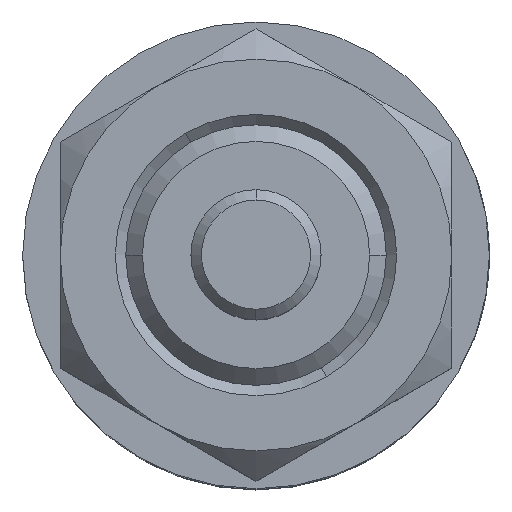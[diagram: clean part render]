
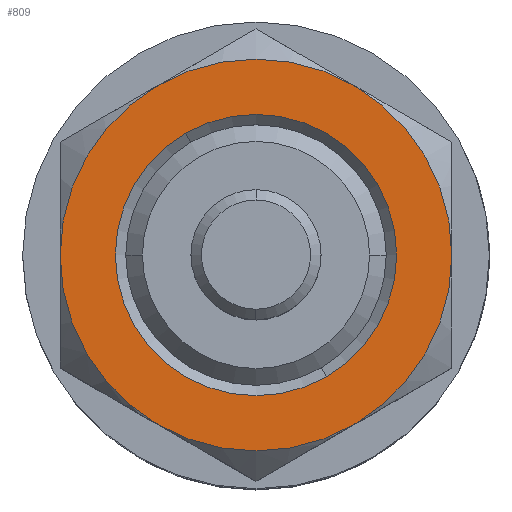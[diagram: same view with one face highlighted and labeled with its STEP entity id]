
A CAD part, top view. The second image highlights one B-rep face of the part: STEP entity #809.
In plain terms, the highlighted planar face has unit normal (0, 0, 1).
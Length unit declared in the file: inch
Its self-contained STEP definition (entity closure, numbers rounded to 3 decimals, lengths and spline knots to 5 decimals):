
#19 = AXIS2_PLACEMENT_3D ( 'NONE', #283, #1939, #519 ) ;
#46 = CIRCLE ( 'NONE', #1908, 0.47 ) ;
#110 = CARTESIAN_POINT ( 'NONE',  ( -0.235, -0.40703, 0.19 ) ) ;
#168 = VERTEX_POINT ( 'NONE', #2024 ) ;
#174 = DIRECTION ( 'NONE',  ( 0., 0., -1. ) ) ;
#189 = DIRECTION ( 'NONE',  ( -1., 0., 0. ) ) ;
#193 = CARTESIAN_POINT ( 'NONE',  ( 0., 0., 0.19 ) ) ;
#204 = CARTESIAN_POINT ( 'NONE',  ( 0., 0., 0.19 ) ) ;
#244 = EDGE_CURVE ( 'NONE', #2377, #1133, #1417, .T. ) ;
#283 = CARTESIAN_POINT ( 'NONE',  ( 0., 0., 0.19 ) ) ;
#326 = EDGE_CURVE ( 'NONE', #168, #458, #1602, .T. ) ;
#334 = CIRCLE ( 'NONE', #19, 0.47 ) ;
#429 = CARTESIAN_POINT ( 'NONE',  ( 0.235, 0.40703, 0.19 ) ) ;
#431 = DIRECTION ( 'NONE',  ( -1., 0., 0. ) ) ;
#435 = EDGE_CURVE ( 'NONE', #2488, #2269, #46, .T. ) ;
#437 = DIRECTION ( 'NONE',  ( -1., 0., 0. ) ) ;
#458 = VERTEX_POINT ( 'NONE', #429 ) ;
#519 = DIRECTION ( 'NONE',  ( 1., 0., 0. ) ) ;
#566 = CIRCLE ( 'NONE', #676, 0.47 ) ;
#627 = DIRECTION ( 'NONE',  ( 0., 0., -1. ) ) ;
#634 = AXIS2_PLACEMENT_3D ( 'NONE', #635, #2279, #874 ) ;
#635 = CARTESIAN_POINT ( 'NONE',  ( 0., 0., 0.19 ) ) ;
#665 = DIRECTION ( 'NONE',  ( 0., 0., -1. ) ) ;
#676 = AXIS2_PLACEMENT_3D ( 'NONE', #204, #1852, #437 ) ;
#741 = AXIS2_PLACEMENT_3D ( 'NONE', #847, #2508, #1088 ) ;
#809 = ADVANCED_FACE ( 'NONE', ( #1203, #3021 ), #3015, .F. ) ;
#824 = AXIS2_PLACEMENT_3D ( 'NONE', #1113, #174, #1594 ) ;
#838 = EDGE_LOOP ( 'NONE', ( #3035, #2148, #2891, #923, #2823, #3003 ) ) ;
#841 = EDGE_CURVE ( 'NONE', #1661, #2520, #566, .T. ) ;
#847 = CARTESIAN_POINT ( 'NONE',  ( 0., 0., 0.19 ) ) ;
#860 = ORIENTED_EDGE ( 'NONE', *, *, #244, .T. ) ;
#874 = DIRECTION ( 'NONE',  ( -1., 0., 0. ) ) ;
#881 = CARTESIAN_POINT ( 'NONE',  ( -0.47, 0., 0.19 ) ) ;
#923 = ORIENTED_EDGE ( 'NONE', *, *, #435, .F. ) ;
#948 = AXIS2_PLACEMENT_3D ( 'NONE', #193, #1848, #431 ) ;
#1050 = AXIS2_PLACEMENT_3D ( 'NONE', #2038, #627, #2272 ) ;
#1088 = DIRECTION ( 'NONE',  ( -1., 0., 0. ) ) ;
#1113 = CARTESIAN_POINT ( 'NONE',  ( 0., 0.54271, 0.19 ) ) ;
#1133 = VERTEX_POINT ( 'NONE', #1381 ) ;
#1203 = FACE_BOUND ( 'NONE', #2337, .T. ) ;
#1381 = CARTESIAN_POINT ( 'NONE',  ( 0.3375, 0., 0.19 ) ) ;
#1417 = CIRCLE ( 'NONE', #634, 0.3375 ) ;
#1461 = CARTESIAN_POINT ( 'NONE',  ( 0.235, -0.40703, 0.19 ) ) ;
#1594 = DIRECTION ( 'NONE',  ( -1., 0., 0. ) ) ;
#1602 = CIRCLE ( 'NONE', #948, 0.47 ) ;
#1604 = DIRECTION ( 'NONE',  ( 0., 0., -1. ) ) ;
#1661 = VERTEX_POINT ( 'NONE', #110 ) ;
#1741 = CIRCLE ( 'NONE', #2280, 0.47 ) ;
#1815 = CARTESIAN_POINT ( 'NONE',  ( 0.47, 0., 0.19 ) ) ;
#1823 = EDGE_CURVE ( 'NONE', #2520, #168, #1741, .T. ) ;
#1848 = DIRECTION ( 'NONE',  ( 0., 0., -1. ) ) ;
#1852 = DIRECTION ( 'NONE',  ( 0., 0., -1. ) ) ;
#1908 = AXIS2_PLACEMENT_3D ( 'NONE', #2074, #665, #2312 ) ;
#1920 = EDGE_CURVE ( 'NONE', #2488, #458, #334, .T. ) ;
#1939 = DIRECTION ( 'NONE',  ( 0., 0., 1. ) ) ;
#2024 = CARTESIAN_POINT ( 'NONE',  ( -0.235, 0.40703, 0.19 ) ) ;
#2038 = CARTESIAN_POINT ( 'NONE',  ( 0., 0., 0.19 ) ) ;
#2040 = ORIENTED_EDGE ( 'NONE', *, *, #2131, .T. ) ;
#2074 = CARTESIAN_POINT ( 'NONE',  ( 0., 0., 0.19 ) ) ;
#2131 = EDGE_CURVE ( 'NONE', #1133, #2377, #2653, .T. ) ;
#2148 = ORIENTED_EDGE ( 'NONE', *, *, #841, .F. ) ;
#2160 = EDGE_CURVE ( 'NONE', #2269, #1661, #2165, .T. ) ;
#2165 = CIRCLE ( 'NONE', #1050, 0.47 ) ;
#2183 = CARTESIAN_POINT ( 'NONE',  ( -0.3375, 0., 0.19 ) ) ;
#2269 = VERTEX_POINT ( 'NONE', #1461 ) ;
#2272 = DIRECTION ( 'NONE',  ( -1., 0., 0. ) ) ;
#2279 = DIRECTION ( 'NONE',  ( 0., 0., -1. ) ) ;
#2280 = AXIS2_PLACEMENT_3D ( 'NONE', #3026, #1604, #189 ) ;
#2312 = DIRECTION ( 'NONE',  ( -1., 0., 0. ) ) ;
#2337 = EDGE_LOOP ( 'NONE', ( #2040, #860 ) ) ;
#2377 = VERTEX_POINT ( 'NONE', #2183 ) ;
#2488 = VERTEX_POINT ( 'NONE', #1815 ) ;
#2508 = DIRECTION ( 'NONE',  ( 0., 0., -1. ) ) ;
#2520 = VERTEX_POINT ( 'NONE', #881 ) ;
#2653 = CIRCLE ( 'NONE', #741, 0.3375 ) ;
#2823 = ORIENTED_EDGE ( 'NONE', *, *, #1920, .T. ) ;
#2891 = ORIENTED_EDGE ( 'NONE', *, *, #2160, .F. ) ;
#3003 = ORIENTED_EDGE ( 'NONE', *, *, #326, .F. ) ;
#3015 = PLANE ( 'NONE',  #824 ) ;
#3021 = FACE_OUTER_BOUND ( 'NONE', #838, .T. ) ;
#3026 = CARTESIAN_POINT ( 'NONE',  ( 0., 0., 0.19 ) ) ;
#3035 = ORIENTED_EDGE ( 'NONE', *, *, #1823, .F. ) ;
